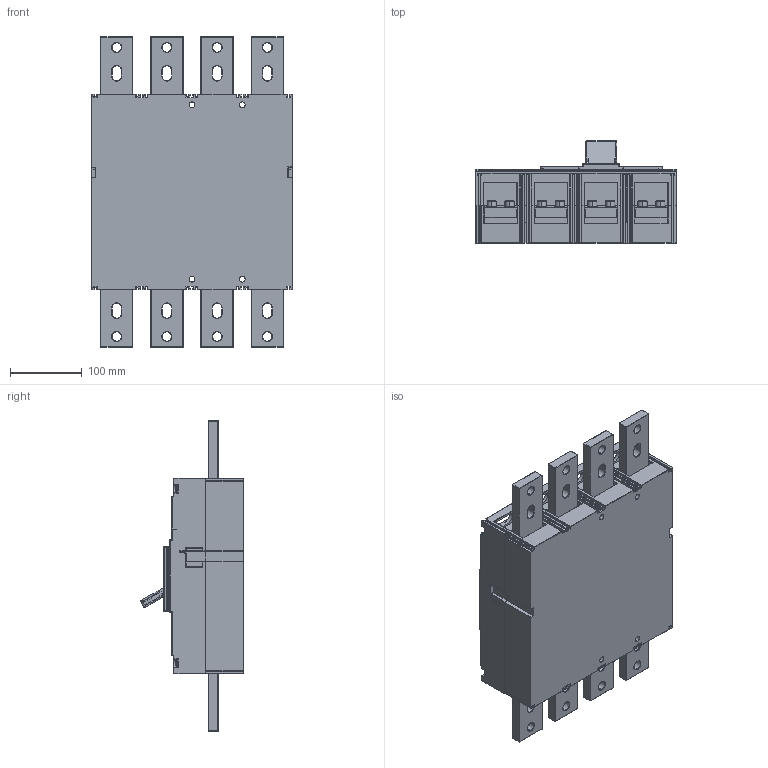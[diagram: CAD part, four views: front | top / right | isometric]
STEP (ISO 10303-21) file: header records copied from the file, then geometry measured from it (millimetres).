
FILE_DESCRIPTION((''),'2;1');
FILE_NAME('ASM0001A_ASM_1_1_ASM_1_ASM','2021-11-03T',('marketing.praksa'),('Audax d.o.o.'),'CREO PARAMETRIC BY PTC INC, 2017480','CREO PARAMETRIC BY PTC INC, 2017480','');
FILE_SCHEMA(('AUTOMOTIVE_DESIGN { 1 0 10303 214 1 1 1 1 }'));
Products named in the file (55): EB2_1000_4LE_1000A_4P_1_1_1; PRT9567_1_1_2_3_1_1; PRT9567_1_1_2_3_2_1; PRT9567_1_1_2_3_3_1; PRT9567_1_1_2_3_4_1; PRT9567_1_1_2_3_5_1; PRT9567_1_1_2_3_6_1; PRT9567_1_1_2_3_7_1; PRT9567_1_1_2_3_1_1_1; PRT9567_1_1_2_3_2_1_1; PRT9567_1_1_2_3_8_1; PRT9567_1_1_2_3_9_1_1; PRT9567_1_1_2_3_10_1_1; PRT9567_1_1_2_3_9_1; PRT9567_1_1_2_3_10_1; PRT9567_1_1_2_3_11_1; PRT9567_1_1_2_3_12_1; PRT9567_1_1_2_3_ASM_1_ASM; PRT9568_1_1_2_3_1_1; PRT9568_1_1_2_3_2_1; PRT9568_1_1_2_3_3_1; PRT9568_1_1_2_3_6_1_1; PRT9568_1_1_2_3_3_1_1; PRT9568_1_1_2_3_4_1; PRT9568_1_1_2_3_5_1; PRT9568_1_1_2_3_6_1; PRT9568_1_1_2_3_ASM_1_ASM; PRT9571_1_1_1; PRT9572_1_1_1; BLACK_1_1_1; 6S_1_1_2_2_1; 6S_1_1_2_5_1_1; 6S_1_1_2_6_1_1; 6S_1_1_2_3_1; 6S_1_1_2_ASM_1_ASM; 2S_1_1_2_2_1; 2S_1_1_2_ASM_1_ASM; 2DS_1_1_2_1_1; 2DS_1_1_2_2_1; 2DS_1_1_2_ASM_1_ASM ...
Assembly tree (54 placements, depth 3):
  ASM0001A_ASM_1_1_ASM_1_ASM
    EB2_1000_4LE_1000A_4P_1_1_1
    PRT9567_1_1_2_3_ASM_1_ASM
      PRT9567_1_1_2_3_1_1
      PRT9567_1_1_2_3_2_1
      PRT9567_1_1_2_3_3_1
      PRT9567_1_1_2_3_4_1
      PRT9567_1_1_2_3_5_1
      PRT9567_1_1_2_3_6_1
      PRT9567_1_1_2_3_7_1
      PRT9567_1_1_2_3_1_1_1
      PRT9567_1_1_2_3_2_1_1
      PRT9567_1_1_2_3_8_1
      PRT9567_1_1_2_3_9_1_1
      PRT9567_1_1_2_3_10_1_1
      PRT9567_1_1_2_3_9_1
      PRT9567_1_1_2_3_10_1
      PRT9567_1_1_2_3_11_1
      PRT9567_1_1_2_3_12_1
    PRT9568_1_1_2_3_ASM_1_ASM
      PRT9568_1_1_2_3_1_1
      PRT9568_1_1_2_3_2_1
      PRT9568_1_1_2_3_3_1
      PRT9568_1_1_2_3_6_1_1
      PRT9568_1_1_2_3_3_1_1
      PRT9568_1_1_2_3_4_1
      PRT9568_1_1_2_3_5_1
      PRT9568_1_1_2_3_6_1
    PRT9571_1_1_1
    PRT9572_1_1_1
    BLACK_1_1_1
    6S_1_1_2_ASM_1_ASM
      6S_1_1_2_2_1
      6S_1_1_2_5_1_1
      6S_1_1_2_6_1_1
      6S_1_1_2_3_1
    2S_1_1_2_ASM_1_ASM
      2S_1_1_2_2_1
    2DS_1_1_2_ASM_1_ASM
      2DS_1_1_2_1_1
      2DS_1_1_2_2_1
    PRT9575_1_1_2_ASM_1_ASM
      PRT9575_1_1_2_1_1
      PRT9575_1_1_2_2_1
    PRT9576_1_1_1
    PRT9577_1_1_2_ASM_1_ASM
      PRT9577_1_1_2_1_1
      PRT9577_1_1_2_2_1
      PRT9577_1_1_2_3_1
    6S_1_1_2_5_1_1_2
    PRT0035_1_1_1
    6S_1_1_2_6_1_1_2
    2S_1_1_2_1_1_1_2
    PRT9571_1_2_1_1_1
    EB2_800_4S_800A_4P_1_1_1_1_1_2
Bounding box: 280 x 142.64 x 433 mm (x, y, z)
Volume: 7460620.9 mm3; surface area: 697915.6 mm2
Topology: 45 solids, 47 shells, 3755 faces, 9699 edges, 5886 vertices
Faces by surface type: plane 1722, cylinder 1276, torus 442, sphere 249, bspline 34, cone 32
Entity records: 173617 total; most frequent: CARTESIAN_POINT 24247, DIRECTION 19650, ORIENTED_EDGE 18790, PRESENTATION_STYLE_ASSIGNMENT 13225, STYLED_ITEM 13225, CURVE_STYLE 9423, EDGE_CURVE 9423, AXIS2_PLACEMENT_3D 7036
